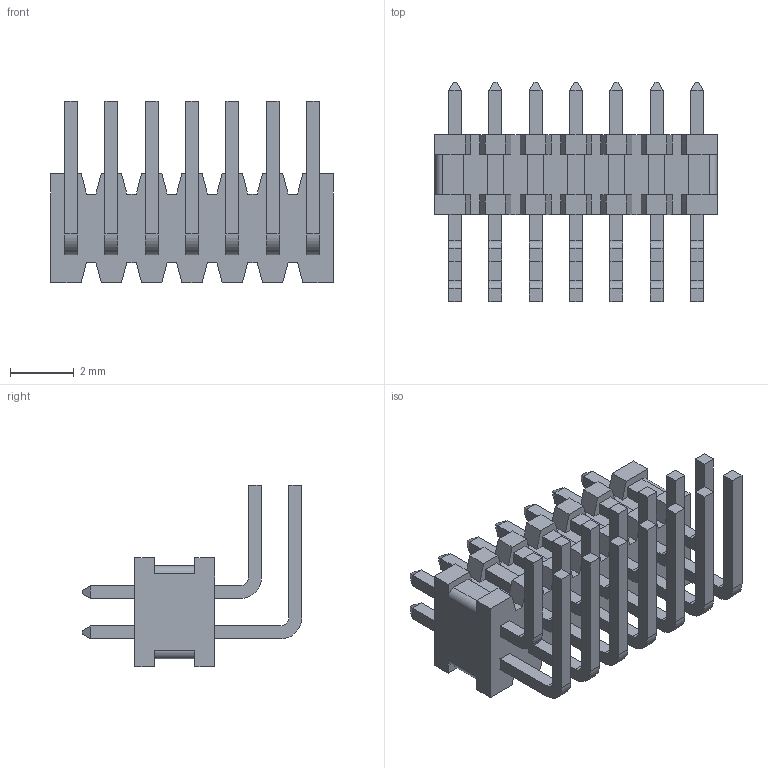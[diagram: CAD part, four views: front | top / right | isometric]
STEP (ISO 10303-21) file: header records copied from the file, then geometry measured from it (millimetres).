
FILE_DESCRIPTION (( 'STEP AP214' ), '1' );
FILE_NAME ('FTSH-107-03-L-D-RA.STEP', '2023-01-31T18:01:25', ( '' ), ( '' ), 'SwSTEP 2.0', 'SolidWorks 2022', '' );
FILE_SCHEMA (( 'AUTOMOTIVE_DESIGN' ));
Length unit declared in the file: inch
Products named in the file (30): 14_24; 14_27; 14_12; 14_15; 14_9; 14_6; 14_4; 14_26; 14_10; 14_11; 14_23; 14_3; 14_28; 14_17; 14_29; 14_20; 14_19; 14_5; 14_21; 14_8; 14; 14_18; 14_25; FTSH-107-03-L-D-RA; 14_22; 14_13; 14_16; 14_2; 14_7; 14_14
Assembly tree (29 placements, depth 2):
  FTSH-107-03-L-D-RA
    14_27
    14_9
    14_22
    14_17
    14_29
    14_28
    14
    14_5
    14_7
    14_2
    14_23
    14_6
    14_21
    14_16
    14_19
    14_18
    14_25
    14_13
    14_26
    14_4
    14_14
    14_11
    14_24
    14_12
    14_3
    14_20
    14_10
    14_8
    14_15
Bounding box: 8.89 x 6.91 x 5.71 mm (x, y, z)
Volume: 78.7 mm3; surface area: 432.1 mm2
Topology: 29 solids, 29 shells, 498 faces, 1264 edges, 824 vertices
Faces by surface type: plane 466, cylinder 32
Entity records: 20848 total; most frequent: CARTESIAN_POINT 2618, ORIENTED_EDGE 2528, DIRECTION 2388, EDGE_CURVE 1264, VECTOR 1200, LINE 1200, VERTEX_POINT 824, AXIS2_PLACEMENT_3D 594
